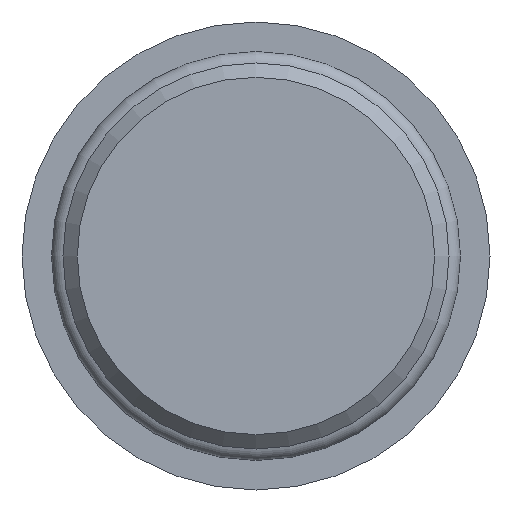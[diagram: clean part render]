
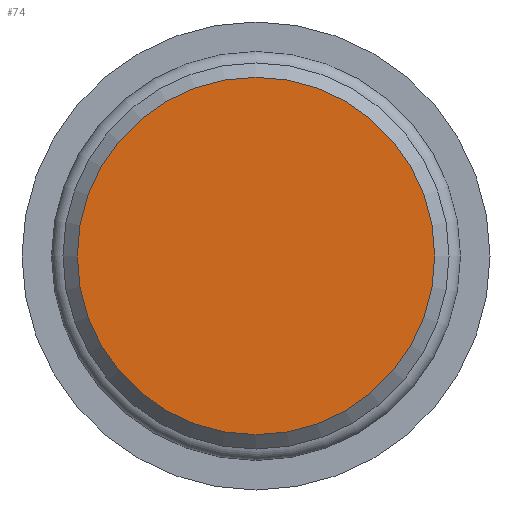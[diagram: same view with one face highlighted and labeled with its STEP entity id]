
A CAD part, front view. The second image highlights one B-rep face of the part: STEP entity #74.
In plain terms, the highlighted planar face has unit normal (0, -1, 0).
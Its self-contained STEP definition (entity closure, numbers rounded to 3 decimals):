
#74 = ADVANCED_FACE( '', ( #158 ), #159, .F. );
#158 = FACE_OUTER_BOUND( '', #247, .T. );
#159 = PLANE( '', #248 );
#247 = EDGE_LOOP( '', ( #374 ) );
#248 = AXIS2_PLACEMENT_3D( '', #375, #376, #377 );
#374 = ORIENTED_EDGE( '', *, *, #449, .T. );
#375 = CARTESIAN_POINT( '', ( 15.273, -15., 0. ) );
#376 = DIRECTION( '', ( 0., 1., 0. ) );
#377 = DIRECTION( '', ( 0., 0., 1. ) );
#449 = EDGE_CURVE( '', #507, #507, #508, .T. );
#507 = VERTEX_POINT( '', #587 );
#508 = CIRCLE( '', #588, 15.273 );
#587 = CARTESIAN_POINT( '', ( 0., -15., -15.273 ) );
#588 = AXIS2_PLACEMENT_3D( '', #752, #753, #754 );
#752 = CARTESIAN_POINT( '', ( 0., -15., 0. ) );
#753 = DIRECTION( '', ( 0., -1., 0. ) );
#754 = DIRECTION( '', ( 0., 0., -1. ) );
